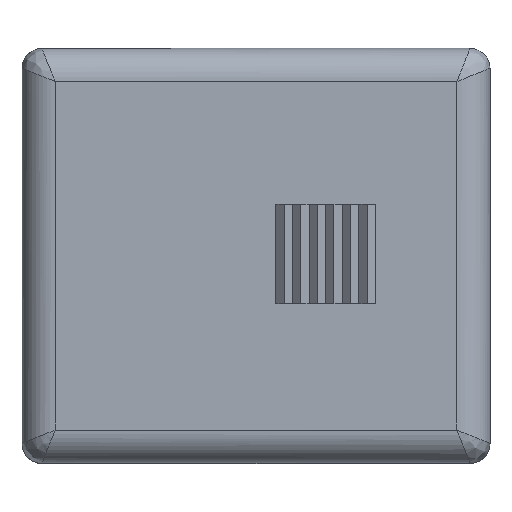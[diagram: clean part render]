
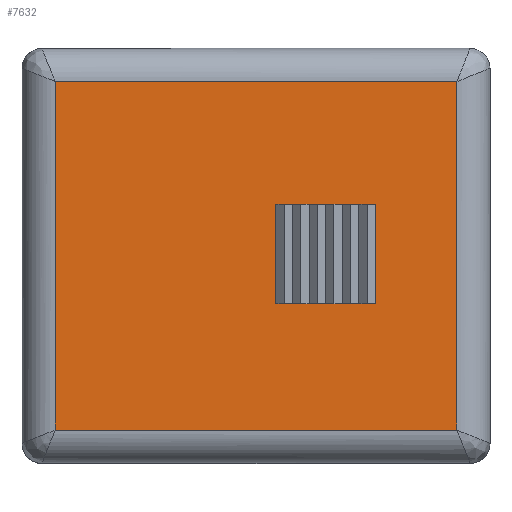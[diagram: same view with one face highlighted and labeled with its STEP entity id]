
A CAD part, top view. The second image highlights one B-rep face of the part: STEP entity #7632.
In plain terms, the highlighted planar face has unit normal (0, 0, 1).
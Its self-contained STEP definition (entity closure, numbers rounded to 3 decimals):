
#1047=CARTESIAN_POINT('',(0.2,-1.,7.45));
#1049=DIRECTION('',(0.,-1.,0.));
#1050=VECTOR('',#1049,10.5);
#1051=CARTESIAN_POINT('',(0.2,-1.,7.45));
#1052=LINE('',#1051,#1050);
#1069=CARTESIAN_POINT('',(12.3,-1.,7.45));
#1071=DIRECTION('',(-1.,0.,0.));
#1072=VECTOR('',#1071,12.1);
#1073=CARTESIAN_POINT('',(12.3,-1.,7.45));
#1074=LINE('',#1073,#1072);
#1163=DIRECTION('',(0.,1.,0.));
#1164=VECTOR('',#1163,10.5);
#1165=CARTESIAN_POINT('',(12.3,-11.5,7.45));
#1166=LINE('',#1165,#1164);
#1185=DIRECTION('',(1.,0.,0.));
#1186=VECTOR('',#1185,12.1);
#1187=CARTESIAN_POINT('',(0.2,-11.5,7.45));
#1188=LINE('',#1187,#1186);
#1241=DIRECTION('',(0.,-1.,0.));
#1242=VECTOR('',#1241,3.);
#1243=CARTESIAN_POINT('',(9.85,-4.7,7.45));
#1244=LINE('',#1243,#1242);
#1253=DIRECTION('',(-1.,0.,0.));
#1254=VECTOR('',#1253,3.);
#1255=CARTESIAN_POINT('',(9.85,-7.7,7.45));
#1256=LINE('',#1255,#1254);
#1309=DIRECTION('',(0.,1.,0.));
#1310=VECTOR('',#1309,3.);
#1311=CARTESIAN_POINT('',(6.85,-7.7,7.45));
#1312=LINE('',#1311,#1310);
#1321=DIRECTION('',(1.,0.,0.));
#1322=VECTOR('',#1321,3.);
#1323=CARTESIAN_POINT('',(6.85,-4.7,7.45));
#1324=LINE('',#1323,#1322);
#5735=VERTEX_POINT('',#1047);
#5736=CARTESIAN_POINT('',(0.2,-11.5,7.45));
#5737=VERTEX_POINT('',#5736);
#5738=VERTEX_POINT('',#1069);
#5748=CARTESIAN_POINT('',(12.3,-11.5,7.45));
#5749=VERTEX_POINT('',#5748);
#6318=CARTESIAN_POINT('',(9.85,-4.7,7.45));
#6319=CARTESIAN_POINT('',(9.85,-7.7,7.45));
#6320=VERTEX_POINT('',#6318);
#6321=VERTEX_POINT('',#6319);
#6326=CARTESIAN_POINT('',(6.85,-7.7,7.45));
#6327=VERTEX_POINT('',#6326);
#6330=CARTESIAN_POINT('',(6.85,-4.7,7.45));
#6331=VERTEX_POINT('',#6330);
#7608=CARTESIAN_POINT('',(6.25,-6.25,7.45));
#7609=DIRECTION('',(0.,0.,1.));
#7610=DIRECTION('',(1.,0.,0.));
#7611=AXIS2_PLACEMENT_3D('',#7608,#7609,#7610);
#7612=PLANE('',#7611);
#7614=ORIENTED_EDGE('',*,*,#7613,.F.);
#7616=ORIENTED_EDGE('',*,*,#7615,.F.);
#7618=ORIENTED_EDGE('',*,*,#7617,.F.);
#7619=ORIENTED_EDGE('',*,*,#7599,.F.);
#7620=EDGE_LOOP('',(#7614,#7616,#7618,#7619));
#7621=FACE_OUTER_BOUND('',#7620,.F.);
#7623=ORIENTED_EDGE('',*,*,#7622,.F.);
#7625=ORIENTED_EDGE('',*,*,#7624,.F.);
#7627=ORIENTED_EDGE('',*,*,#7626,.F.);
#7629=ORIENTED_EDGE('',*,*,#7628,.F.);
#7630=EDGE_LOOP('',(#7623,#7625,#7627,#7629));
#7631=FACE_BOUND('',#7630,.F.);
#7632=ADVANCED_FACE('',(#7621,#7631),#7612,.T.);
#7599=EDGE_CURVE('',#5735,#5737,#1052,.T.);
#7613=EDGE_CURVE('',#5738,#5735,#1074,.T.);
#7615=EDGE_CURVE('',#5749,#5738,#1166,.T.);
#7617=EDGE_CURVE('',#5737,#5749,#1188,.T.);
#7622=EDGE_CURVE('',#6320,#6321,#1244,.T.);
#7624=EDGE_CURVE('',#6331,#6320,#1324,.T.);
#7626=EDGE_CURVE('',#6327,#6331,#1312,.T.);
#7628=EDGE_CURVE('',#6321,#6327,#1256,.T.);
